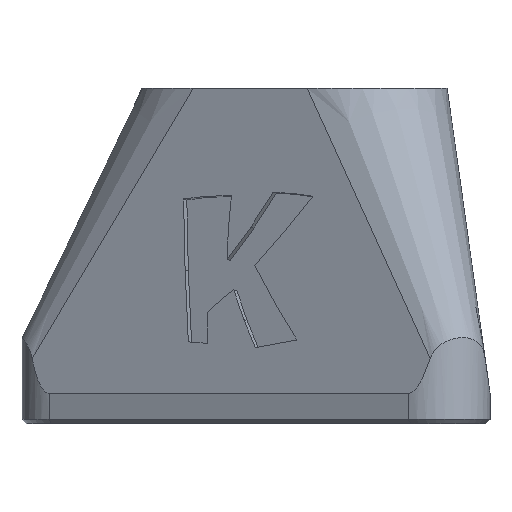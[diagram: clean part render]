
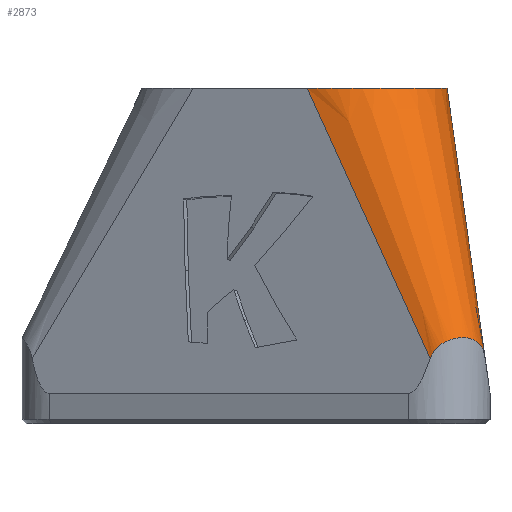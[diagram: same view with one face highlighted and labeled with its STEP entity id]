
A CAD part, left-side view. The second image highlights one B-rep face of the part: STEP entity #2873.
In plain terms, the highlighted conical face has half-angle 10.197 degrees and reference radius 3.681 mm.
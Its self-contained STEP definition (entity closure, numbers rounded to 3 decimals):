
#101=ELLIPSE('',#3035,11.37,9.14);
#222=CONICAL_SURFACE('',#3036,3.681,0.178);
#383=FACE_OUTER_BOUND('',#566,.T.);
#566=EDGE_LOOP('',(#2638,#2639,#2640,#2641));
#646=B_SPLINE_CURVE_WITH_KNOTS('',3,(#4989,#4990,#4991,#4992,#4993,#4994,
#4995,#4996,#4997,#4998,#4999,#5000,#5001,#5002,#5003,#5004,#5005,#5006,
#5007,#5008,#5009,#5010,#5011,#5012,#5013,#5014),.UNSPECIFIED.,.F.,.F.,
(4,2,2,2,2,2,2,2,2,2,2,2,4),(-0.876,-0.861,-0.79,
-0.719,-0.651,-0.582,-0.501,
-0.42,-0.351,-0.283,-0.212,
-0.142,-0.127),.UNSPECIFIED.);
#914=LINE('',#6359,#1076);
#967=LINE('',#7030,#1129);
#1076=VECTOR('',#3394,10.483);
#1129=VECTOR('',#3487,10.483);
#1195=VERTEX_POINT('',#4986);
#1196=VERTEX_POINT('',#4988);
#1335=VERTEX_POINT('',#6358);
#1408=VERTEX_POINT('',#7026);
#1511=EDGE_CURVE('',#1196,#1195,#646,.T.);
#1722=EDGE_CURVE('',#1335,#1196,#914,.T.);
#1832=EDGE_CURVE('',#1408,#1335,#101,.T.);
#1834=EDGE_CURVE('',#1195,#1408,#967,.T.);
#2638=ORIENTED_EDGE('',*,*,#1832,.T.);
#2639=ORIENTED_EDGE('',*,*,#1722,.T.);
#2640=ORIENTED_EDGE('',*,*,#1511,.T.);
#2641=ORIENTED_EDGE('',*,*,#1834,.T.);
#2873=ADVANCED_FACE('',(#383),#222,.T.);
#3035=AXIS2_PLACEMENT_3D('',#7027,#3482,#3483);
#3036=AXIS2_PLACEMENT_3D('',#7029,#3485,#3486);
#3394=DIRECTION('',(-0.361,-0.386,-0.849));
#3482=DIRECTION('center_axis',(0.,0.,-1.));
#3483=DIRECTION('ref_axis',(0.866,0.5,0.));
#3485=DIRECTION('center_axis',(0.507,0.293,0.811));
#3486=DIRECTION('ref_axis',(-0.78,0.556,0.287));
#3487=DIRECTION('',(0.515,0.119,0.849));
#4986=CARTESIAN_POINT('',(-21.117,-15.554,3.174));
#4988=CARTESIAN_POINT('',(-24.029,-10.511,3.174));
#4989=CARTESIAN_POINT('Ctrl Pts',(-24.029,-10.511,3.174));
#4990=CARTESIAN_POINT('Ctrl Pts',(-24.03,-10.528,3.224));
#4991=CARTESIAN_POINT('Ctrl Pts',(-24.032,-10.546,3.273));
#4992=CARTESIAN_POINT('Ctrl Pts',(-24.042,-10.657,3.549));
#4993=CARTESIAN_POINT('Ctrl Pts',(-24.05,-10.778,3.763));
#4994=CARTESIAN_POINT('Ctrl Pts',(-24.054,-11.075,4.143));
#4995=CARTESIAN_POINT('Ctrl Pts',(-24.05,-11.25,4.309));
#4996=CARTESIAN_POINT('Ctrl Pts',(-24.017,-11.623,4.583));
#4997=CARTESIAN_POINT('Ctrl Pts',(-23.987,-11.838,4.704));
#4998=CARTESIAN_POINT('Ctrl Pts',(-23.89,-12.284,4.895));
#4999=CARTESIAN_POINT('Ctrl Pts',(-23.823,-12.514,4.965));
#5000=CARTESIAN_POINT('Ctrl Pts',(-23.655,-12.972,5.065));
#5001=CARTESIAN_POINT('Ctrl Pts',(-23.518,-13.265,5.097));
#5002=CARTESIAN_POINT('Ctrl Pts',(-23.247,-13.735,5.097));
#5003=CARTESIAN_POINT('Ctrl Pts',(-23.062,-14.,5.065));
#5004=CARTESIAN_POINT('Ctrl Pts',(-22.749,-14.375,4.965));
#5005=CARTESIAN_POINT('Ctrl Pts',(-22.583,-14.548,4.895));
#5006=CARTESIAN_POINT('Ctrl Pts',(-22.246,-14.854,4.704));
#5007=CARTESIAN_POINT('Ctrl Pts',(-22.074,-14.988,4.583));
#5008=CARTESIAN_POINT('Ctrl Pts',(-21.768,-15.203,4.309));
#5009=CARTESIAN_POINT('Ctrl Pts',(-21.618,-15.294,4.143));
#5010=CARTESIAN_POINT('Ctrl Pts',(-21.359,-15.439,3.763));
#5011=CARTESIAN_POINT('Ctrl Pts',(-21.25,-15.492,3.549));
#5012=CARTESIAN_POINT('Ctrl Pts',(-21.149,-15.539,3.273));
#5013=CARTESIAN_POINT('Ctrl Pts',(-21.132,-15.547,3.224));
#5014=CARTESIAN_POINT('Ctrl Pts',(-21.117,-15.554,3.174));
#6358=CARTESIAN_POINT('',(-13.474,0.793,28.));
#6359=CARTESIAN_POINT('',(-23.335,-9.769,4.805));
#7026=CARTESIAN_POINT('',(-6.05,-12.065,28.));
#7027=CARTESIAN_POINT('Origin',(-4.018,-2.32,28.));
#7029=CARTESIAN_POINT('Origin',(-20.463,-11.814,3.747));
#7030=CARTESIAN_POINT('',(-20.128,-15.325,4.805));
